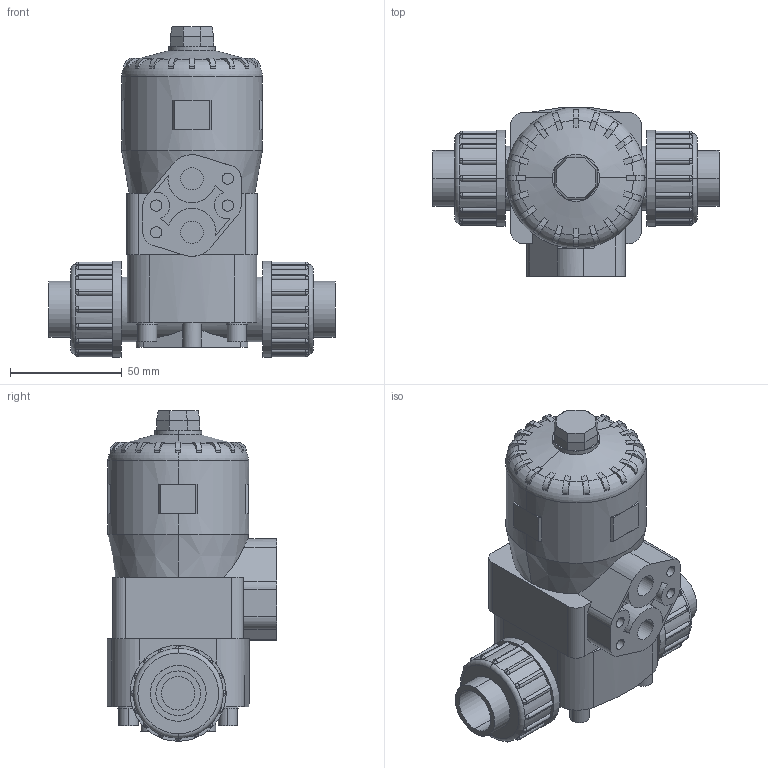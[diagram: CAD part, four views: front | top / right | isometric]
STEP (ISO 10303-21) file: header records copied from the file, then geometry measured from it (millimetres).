
FILE_DESCRIPTION(('STEP AP214'),'1');
FILE_NAME('cctmp_AE3117FE-F1E0-49C3-996F-D5BFBF9E3E67_2021_10_26_10_38_28_0670..stp','2021-10-26T08:38:29',('Praher Valves GmbH'),('CADClick - www.CADClick.com'),'Spatial InterOp 3D',' ','unknown authorization');
FILE_SCHEMA(('AUTOMOTIVE_DESIGN'));
Length unit declared in the file: millimetre
Products named in the file (1): 125642
Bounding box: 128 x 75.67 x 148 mm (x, y, z)
Volume: 471589.9 mm3; surface area: 60489.1 mm2
Topology: 1 solids, 3 shells, 464 faces, 1194 edges, 772 vertices
Faces by surface type: plane 200, cylinder 190, sphere 64, torus 6, cone 4
Entity records: 19925 total; most frequent: CARTESIAN_POINT 4810, DIRECTION 2459, ORIENTED_EDGE 2388, EDGE_CURVE 1194, AXIS2_PLACEMENT_3D 982, VERTEX_POINT 772, CIRCLE 506, EDGE_LOOP 500
